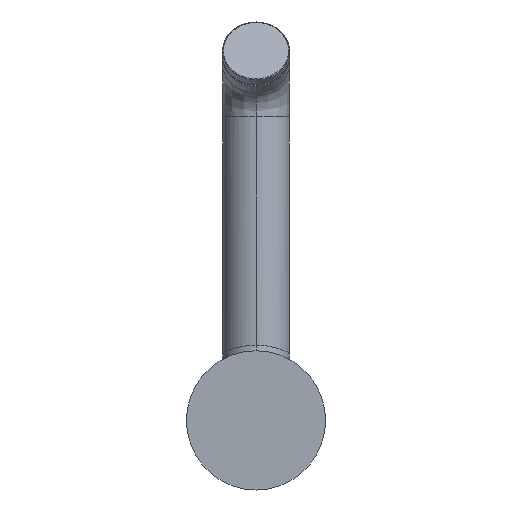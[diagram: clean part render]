
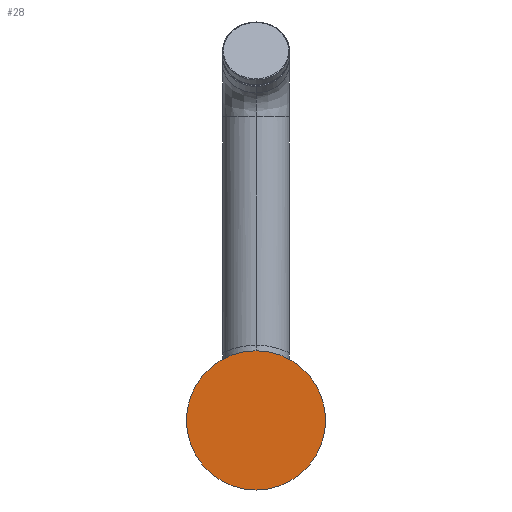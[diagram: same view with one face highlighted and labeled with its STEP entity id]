
A CAD part, front view. The second image highlights one B-rep face of the part: STEP entity #28.
In plain terms, the highlighted planar face has unit normal (0, -1, 0).
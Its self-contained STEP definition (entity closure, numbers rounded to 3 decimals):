
#28 = ADVANCED_FACE ( 'NONE', ( #7530 ), #2129, .F. ) ;
#603 = EDGE_CURVE ( 'NONE', #2774, #4882, #3779, .T. ) ;
#1185 = DIRECTION ( 'NONE',  ( 0., 1., 0. ) ) ;
#1497 = AXIS2_PLACEMENT_3D ( 'NONE', #4118, #1185, #6415 ) ;
#1778 = CARTESIAN_POINT ( 'NONE',  ( 0., -5., 0. ) ) ;
#1885 = AXIS2_PLACEMENT_3D ( 'NONE', #1778, #2368, #3523 ) ;
#2129 = PLANE ( 'NONE',  #4508 ) ;
#2368 = DIRECTION ( 'NONE',  ( 0., 1., 0. ) ) ;
#2774 = VERTEX_POINT ( 'NONE', #6552 ) ;
#3023 = DIRECTION ( 'NONE',  ( 0., 1., 0. ) ) ;
#3164 = ORIENTED_EDGE ( 'NONE', *, *, #7317, .F. ) ;
#3523 = DIRECTION ( 'NONE',  ( -1., 0., 0. ) ) ;
#3686 = ORIENTED_EDGE ( 'NONE', *, *, #603, .F. ) ;
#3779 = CIRCLE ( 'NONE', #1497, 25. ) ;
#4118 = CARTESIAN_POINT ( 'NONE',  ( 0., -5., 0. ) ) ;
#4125 = DIRECTION ( 'NONE',  ( 1., 0., 0. ) ) ;
#4202 = CIRCLE ( 'NONE', #1885, 25. ) ;
#4508 = AXIS2_PLACEMENT_3D ( 'NONE', #6205, #3023, #4125 ) ;
#4882 = VERTEX_POINT ( 'NONE', #6295 ) ;
#5312 = EDGE_LOOP ( 'NONE', ( #3686, #3164 ) ) ;
#6205 = CARTESIAN_POINT ( 'NONE',  ( 25., -5., 0. ) ) ;
#6295 = CARTESIAN_POINT ( 'NONE',  ( 25., -5., 0. ) ) ;
#6415 = DIRECTION ( 'NONE',  ( -1., 0., 0. ) ) ;
#6552 = CARTESIAN_POINT ( 'NONE',  ( -25., -5., 0. ) ) ;
#7317 = EDGE_CURVE ( 'NONE', #4882, #2774, #4202, .T. ) ;
#7530 = FACE_OUTER_BOUND ( 'NONE', #5312, .T. ) ;
